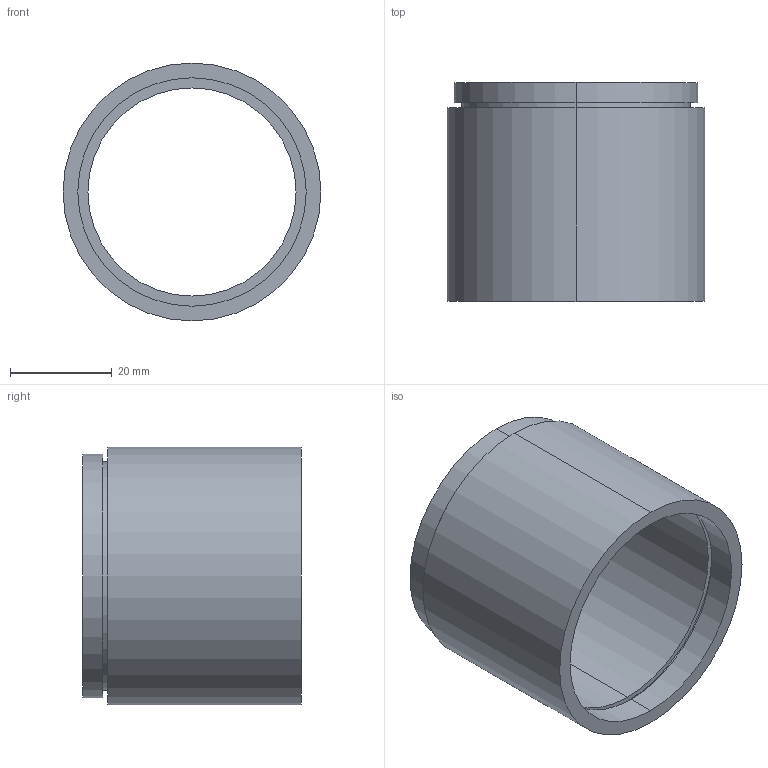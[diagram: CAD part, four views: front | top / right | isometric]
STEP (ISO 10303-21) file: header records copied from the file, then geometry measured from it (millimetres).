
FILE_DESCRIPTION (( 'STEP AP214' ), '1' );
FILE_NAME ('503013.STEP', '2019-09-04T08:31:47', ( '' ), ( '' ), 'SwSTEP 2.0', 'SolidWorks 2016', '' );
FILE_SCHEMA (( 'AUTOMOTIVE_DESIGN' ));
Length unit declared in the file: millimetre
Products named in the file (1): 503013
Bounding box: 50.8 x 43.1 x 50.8 mm (x, y, z)
Volume: 19030.9 mm3; surface area: 15424.6 mm2
Topology: 1 solids, 1 shells, 24 faces, 48 edges, 32 vertices
Faces by surface type: cylinder 16, plane 8
Entity records: 770 total; most frequent: DIRECTION 130, CARTESIAN_POINT 105, ORIENTED_EDGE 96, AXIS2_PLACEMENT_3D 57, EDGE_CURVE 48, VERTEX_POINT 32, CIRCLE 32, EDGE_LOOP 32
